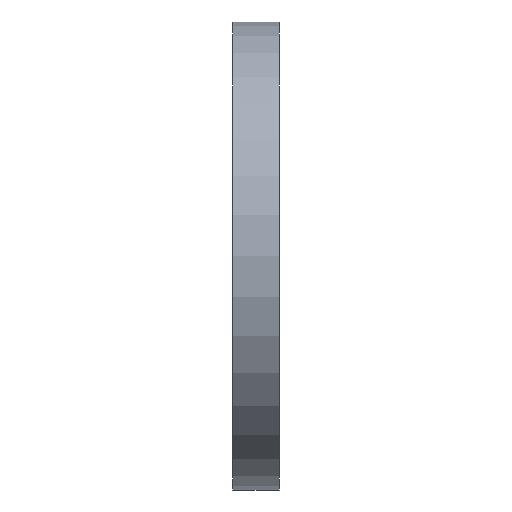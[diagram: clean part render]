
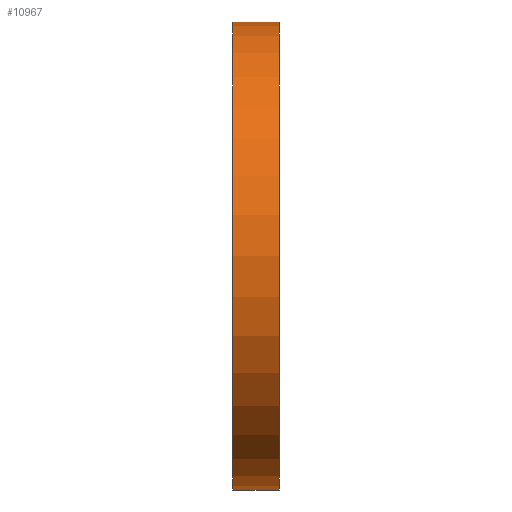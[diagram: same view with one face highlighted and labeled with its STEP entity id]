
A CAD part, left-side view. The second image highlights one B-rep face of the part: STEP entity #10967.
In plain terms, the highlighted cylindrical face has radius 50 mm (diameter 100 mm), a partial arc.
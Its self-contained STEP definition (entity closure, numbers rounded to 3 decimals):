
#349 = VERTEX_POINT ( 'NONE', #3882 ) ;
#593 = CARTESIAN_POINT ( 'NONE',  ( 0., 10., 0. ) ) ;
#653 = VERTEX_POINT ( 'NONE', #6949 ) ;
#1201 = VERTEX_POINT ( 'NONE', #9715 ) ;
#1993 = AXIS2_PLACEMENT_3D ( 'NONE', #593, #10374, #10423 ) ;
#2011 = ORIENTED_EDGE ( 'NONE', *, *, #8957, .T. ) ;
#2208 = ORIENTED_EDGE ( 'NONE', *, *, #2455, .F. ) ;
#2390 = ORIENTED_EDGE ( 'NONE', *, *, #5196, .T. ) ;
#2455 = EDGE_CURVE ( 'NONE', #1201, #8598, #8283, .T. ) ;
#3720 = VECTOR ( 'NONE', #13622, 1000. ) ;
#3882 = CARTESIAN_POINT ( 'NONE',  ( 0., 0., 50. ) ) ;
#3898 = ORIENTED_EDGE ( 'NONE', *, *, #12982, .F. ) ;
#3978 = DIRECTION ( 'NONE',  ( 0., -1., 0. ) ) ;
#4253 = CARTESIAN_POINT ( 'NONE',  ( 0., 0., 0. ) ) ;
#4475 = CYLINDRICAL_SURFACE ( 'NONE', #8261, 50. ) ;
#5196 = EDGE_CURVE ( 'NONE', #653, #349, #8574, .T. ) ;
#6587 = LINE ( 'NONE', #10320, #3720 ) ;
#6658 = VECTOR ( 'NONE', #8026, 1000. ) ;
#6949 = CARTESIAN_POINT ( 'NONE',  ( 0., 0., -50. ) ) ;
#7634 = FACE_OUTER_BOUND ( 'NONE', #9199, .T. ) ;
#8026 = DIRECTION ( 'NONE',  ( 0., -1., 0. ) ) ;
#8223 = CARTESIAN_POINT ( 'NONE',  ( 0., 10., 0. ) ) ;
#8235 = CARTESIAN_POINT ( 'NONE',  ( 0., 10., 50. ) ) ;
#8261 = AXIS2_PLACEMENT_3D ( 'NONE', #8223, #3978, #11491 ) ;
#8283 = CIRCLE ( 'NONE', #1993, 50. ) ;
#8396 = DIRECTION ( 'NONE',  ( 0., 1., 0. ) ) ;
#8574 = CIRCLE ( 'NONE', #13626, 50. ) ;
#8598 = VERTEX_POINT ( 'NONE', #8235 ) ;
#8957 = EDGE_CURVE ( 'NONE', #1201, #653, #12597, .T. ) ;
#9199 = EDGE_LOOP ( 'NONE', ( #3898, #2208, #2011, #2390 ) ) ;
#9715 = CARTESIAN_POINT ( 'NONE',  ( 0., 10., -50. ) ) ;
#10320 = CARTESIAN_POINT ( 'NONE',  ( 0., 10., 50. ) ) ;
#10374 = DIRECTION ( 'NONE',  ( 0., 1., 0. ) ) ;
#10423 = DIRECTION ( 'NONE',  ( 0., 0., 1. ) ) ;
#10967 = ADVANCED_FACE ( 'NONE', ( #7634 ), #4475, .T. ) ;
#11491 = DIRECTION ( 'NONE',  ( 0., 0., -1. ) ) ;
#11720 = DIRECTION ( 'NONE',  ( 0., 0., 1. ) ) ;
#12597 = LINE ( 'NONE', #13276, #6658 ) ;
#12982 = EDGE_CURVE ( 'NONE', #8598, #349, #6587, .T. ) ;
#13276 = CARTESIAN_POINT ( 'NONE',  ( 0., 10., -50. ) ) ;
#13622 = DIRECTION ( 'NONE',  ( 0., -1., 0. ) ) ;
#13626 = AXIS2_PLACEMENT_3D ( 'NONE', #4253, #8396, #11720 ) ;
